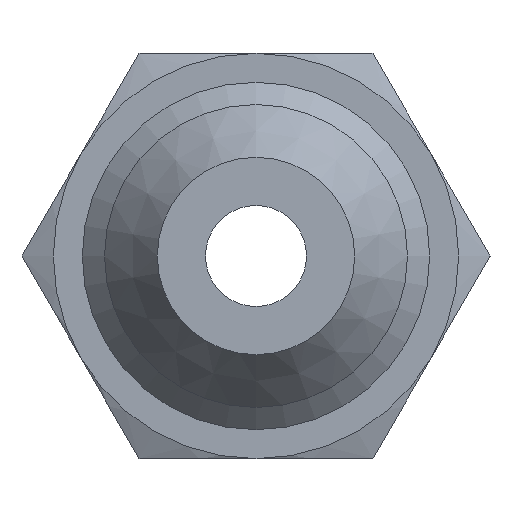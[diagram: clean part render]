
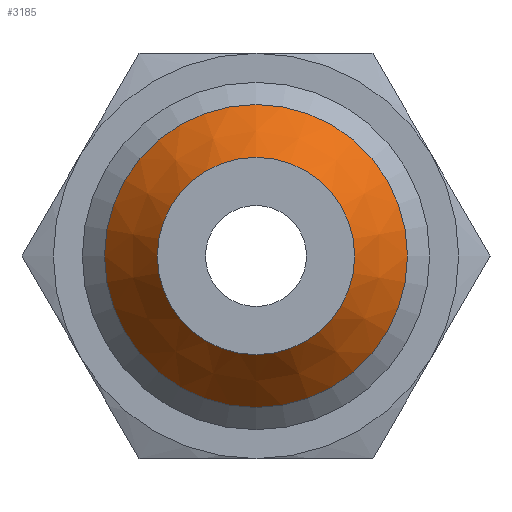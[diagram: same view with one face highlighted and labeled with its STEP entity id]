
A CAD part, left-side view. The second image highlights one B-rep face of the part: STEP entity #3185.
In plain terms, the highlighted conical face has half-angle 37 degrees and reference radius 6.858 mm.
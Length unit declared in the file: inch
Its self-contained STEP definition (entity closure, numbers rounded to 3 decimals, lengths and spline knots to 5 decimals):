
#3158=CARTESIAN_POINT('',(-2.46436,0.,0.));
#3159=DIRECTION('',(1.0,0.0,0.0));
#3160=DIRECTION('',(0.0,0.0,1.0));
#3161=AXIS2_PLACEMENT_3D('',#3158,#3159,#3160);
#3162=CONICAL_SURFACE('',#3161,0.27,37.0);
#3163=CARTESIAN_POINT('',(-2.54,0.,-0.213));
#3164=VERTEX_POINT('',#3163);
#3165=CARTESIAN_POINT('',(-2.54,0.,0.));
#3166=DIRECTION('',(1.0,0.0,0.0));
#3167=DIRECTION('',(0.0,0.0,1.0));
#3168=AXIS2_PLACEMENT_3D('',#3165,#3166,#3167);
#3169=CIRCLE('',#3168,0.213);
#3170=EDGE_CURVE('',#3164,#3164,#3169,.T.);
#3171=ORIENTED_EDGE('',*,*,#3170,.T.);
#3172=EDGE_LOOP('',(#3171));
#3173=FACE_OUTER_BOUND('',#3172,.T.);
#3174=CARTESIAN_POINT('',(-2.38872,0.,-0.327));
#3175=VERTEX_POINT('',#3174);
#3176=CARTESIAN_POINT('',(-2.38872,0.,0.));
#3177=DIRECTION('',(-1.0,0.0,0.0));
#3178=DIRECTION('',(0.0,0.0,1.0));
#3179=AXIS2_PLACEMENT_3D('',#3176,#3177,#3178);
#3180=CIRCLE('',#3179,0.327);
#3181=EDGE_CURVE('',#3175,#3175,#3180,.T.);
#3182=ORIENTED_EDGE('',*,*,#3181,.T.);
#3183=EDGE_LOOP('',(#3182));
#3184=FACE_BOUND('',#3183,.T.);
#3185=ADVANCED_FACE('',(#3173,#3184),#3162,.T.);
